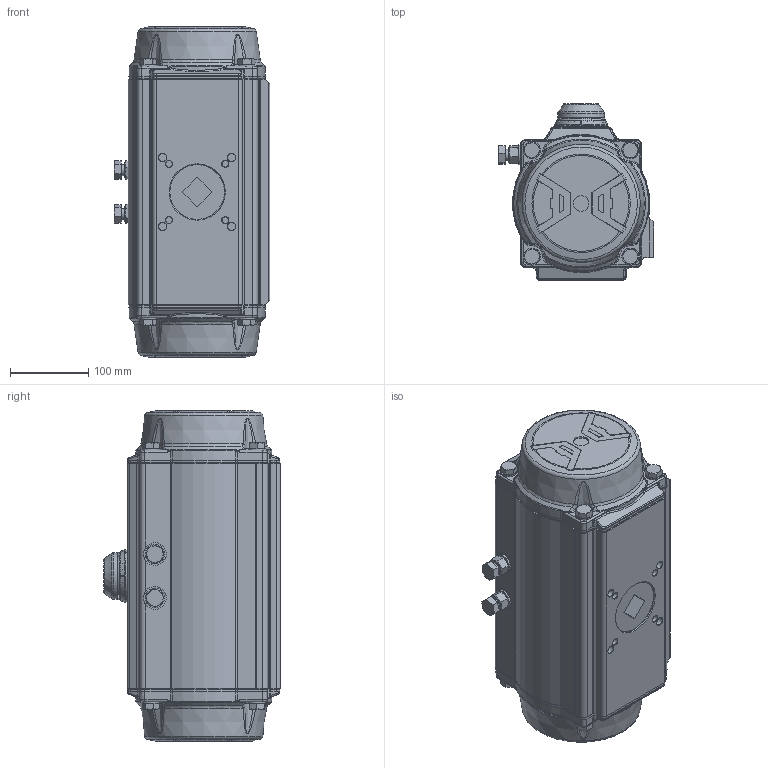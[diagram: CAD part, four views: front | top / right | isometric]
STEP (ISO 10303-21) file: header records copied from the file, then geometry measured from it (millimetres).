
FILE_DESCRIPTION(/* description */ (''),/* implementation_level */ '2;1');
FILE_NAME(/* name */ 'AT501U.stp',/* time_stamp */ '2019-11-15T11:16:55+01:00',/* author */ ('A8711351'),/* organization */ (''),/* preprocessor_version */ 'ST-DEVELOPER v18',/* originating_system */ 'Autodesk Inventor 2020',/* authorisation */ '');
FILE_SCHEMA (('AUTOMOTIVE_DESIGN { 1 0 10303 214 3 1 1 }'));
Products named in the file (1): AT501U
Bounding box: 199.2 x 226 x 422.6 mm (x, y, z)
Volume: 11711640.2 mm3; surface area: 344881.8 mm2
Topology: 1 solids, 1 shells, 1423 faces, 3717 edges, 2299 vertices
Faces by surface type: plane 614, bspline 260, cone 244, cylinder 203, torus 100, sphere 2
Full cylindrical faces by diameter (mm): 4.134 x4, 6 x1, 8.5 x4, 10.2 x4, 11.445 x2, 14 x2, 20 x2, 21.8 x8, 25 x2, 70 x1
Entity records: 64653 total; most frequent: CARTESIAN_POINT 30869, ORIENTED_EDGE 7368, DIRECTION 6844, EDGE_CURVE 3684, AXIS2_PLACEMENT_3D 2604, VERTEX_POINT 2299, LINE 1636, VECTOR 1636
